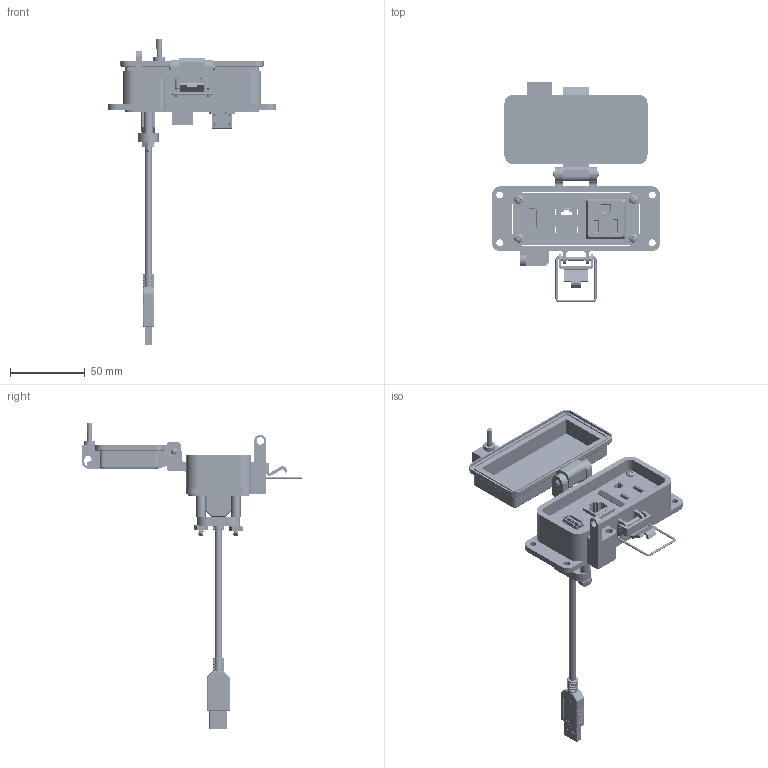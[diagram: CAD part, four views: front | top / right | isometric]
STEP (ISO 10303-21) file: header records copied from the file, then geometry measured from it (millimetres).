
FILE_DESCRIPTION (( 'STEP AP214' ), '1' );
FILE_NAME ('P-P11R2-F3R0_3D.STEP', '2017-10-13T16:15:39', ( '' ), ( '' ), 'SwSTEP 2.0', 'SolidWorks 2017', '' );
FILE_SCHEMA (( 'AUTOMOTIVE_DESIGN' ));
Length unit declared in the file: millimetre
Products named in the file (17): Z_002_632516HN_90675A007; P-P11R2-F3R0_FP; P-P11R2-F3R0_TP2; Z_001_SPR114_94639A210; Z_000_632134FH_91771A156; P11; Z-020-3047; 90272A106_ZINC-PLTD STL PAN HEAD PHILLIPS MACHINE SCREW_90272A106; P-P11R2-F3R0_TP1; P-P11R2-F3R0_BP; P-P11R2-F3R0_3D; 92005A124_METRIC PAN HEAD PHILLIPS MACHINE SCREW_92005A124; Z-H-F3; R; Z-200-R0SQ; R2; Z-300-RJ45CAT5
Assembly tree (24 placements, depth 3):
  P-P11R2-F3R0_3D
    P-P11R2-F3R0_BP
    P-P11R2-F3R0_TP1
    90272A106_ZINC-PLTD STL PAN HEAD PHILLIPS MACHINE SCREW_90272A106  x3
    P11
      Z-020-3047
    Z_000_632134FH_91771A156  x2
    Z_001_SPR114_94639A210  x2
    P-P11R2-F3R0_TP2
    P-P11R2-F3R0_FP
    Z_002_632516HN_90675A007  x2
    R2
      Z-300-RJ45CAT5
    R
      Z-200-R0SQ
    Z-H-F3
    92005A124_METRIC PAN HEAD PHILLIPS MACHINE SCREW_92005A124  x4
Bounding box: 113 x 147.61 x 205.72 mm (x, y, z)
Volume: 105974.3 mm3; surface area: 84833.8 mm2
Topology: 35 solids, 35 shells, 3612 faces, 10243 edges, 6747 vertices
Faces by surface type: cylinder 1745, plane 1390, bspline 281, cone 154, torus 28, sphere 14
Entity records: 111315 total; most frequent: CARTESIAN_POINT 35416, ORIENTED_EDGE 14170, DIRECTION 11490, EDGE_CURVE 7085, VERTEX_POINT 4666, VECTOR 4210, LINE 4210, AXIS2_PLACEMENT_3D 3640
